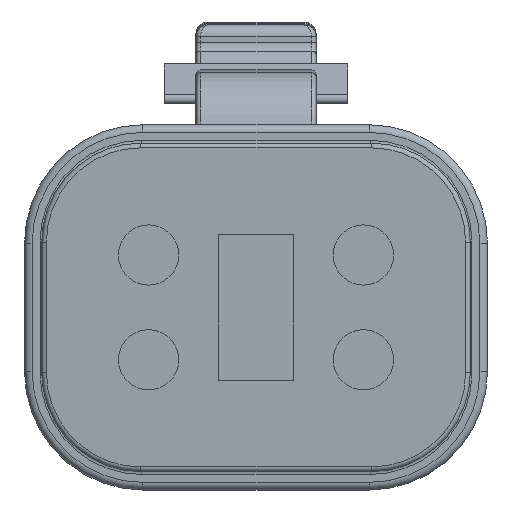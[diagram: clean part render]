
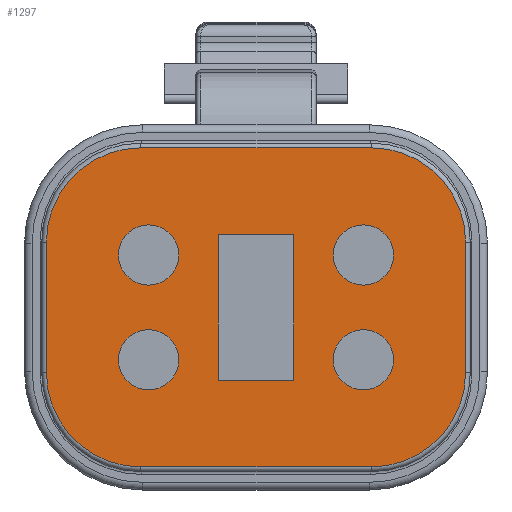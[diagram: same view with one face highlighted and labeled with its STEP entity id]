
A CAD part, front view. The second image highlights one B-rep face of the part: STEP entity #1297.
In plain terms, the highlighted planar face has unit normal (0, -1, 0).
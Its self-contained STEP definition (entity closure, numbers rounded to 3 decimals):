
#1297=ADVANCED_FACE('',(#2830,#2831,#2832,#2833,#2834,#2835),#1426,.F.);
#1426=PLANE('',#8443);
#1782=LINE('',#16762,#2172);
#1785=LINE('',#16768,#2175);
#1787=LINE('',#16772,#2177);
#1789=LINE('',#16776,#2179);
#1790=LINE('',#16778,#2180);
#1791=LINE('',#16783,#2181);
#1792=LINE('',#16787,#2182);
#1793=LINE('',#16791,#2183);
#2172=VECTOR('',#10561,1.);
#2175=VECTOR('',#10566,1.);
#2177=VECTOR('',#10570,1.);
#2179=VECTOR('',#10574,1.);
#2180=VECTOR('',#10577,1.);
#2181=VECTOR('',#10580,1.);
#2182=VECTOR('',#10583,1.);
#2183=VECTOR('',#10586,1.);
#2706=CIRCLE('',#8427,1.28);
#2707=CIRCLE('',#8429,1.28);
#2708=CIRCLE('',#8431,1.28);
#2709=CIRCLE('',#8433,1.28);
#2710=CIRCLE('',#8439,4.);
#2711=CIRCLE('',#8440,4.);
#2712=CIRCLE('',#8441,4.);
#2713=CIRCLE('',#8442,4.);
#2830=FACE_BOUND('',#3332,.T.);
#2831=FACE_BOUND('',#3333,.T.);
#2832=FACE_BOUND('',#3334,.T.);
#2833=FACE_BOUND('',#3335,.T.);
#2834=FACE_BOUND('',#3336,.T.);
#2835=FACE_BOUND('',#3337,.T.);
#3332=EDGE_LOOP('',(#5440,#5441,#5442,#5443,#5444,#5445,#5446,#5447));
#3333=EDGE_LOOP('',(#5448,#5449,#5450,#5451));
#3334=EDGE_LOOP('',(#5452));
#3335=EDGE_LOOP('',(#5453));
#3336=EDGE_LOOP('',(#5454));
#3337=EDGE_LOOP('',(#5455));
#5440=ORIENTED_EDGE('',*,*,#7332,.T.);
#5441=ORIENTED_EDGE('',*,*,#7333,.T.);
#5442=ORIENTED_EDGE('',*,*,#7334,.T.);
#5443=ORIENTED_EDGE('',*,*,#7335,.T.);
#5444=ORIENTED_EDGE('',*,*,#7336,.T.);
#5445=ORIENTED_EDGE('',*,*,#7337,.T.);
#5446=ORIENTED_EDGE('',*,*,#7338,.T.);
#5447=ORIENTED_EDGE('',*,*,#7339,.T.);
#5448=ORIENTED_EDGE('',*,*,#7331,.F.);
#5449=ORIENTED_EDGE('',*,*,#7329,.F.);
#5450=ORIENTED_EDGE('',*,*,#7327,.F.);
#5451=ORIENTED_EDGE('',*,*,#7324,.F.);
#5452=ORIENTED_EDGE('',*,*,#7323,.F.);
#5453=ORIENTED_EDGE('',*,*,#7322,.F.);
#5454=ORIENTED_EDGE('',*,*,#7321,.F.);
#5455=ORIENTED_EDGE('',*,*,#7320,.F.);
#6242=VERTEX_POINT('',#16751);
#6243=VERTEX_POINT('',#16754);
#6244=VERTEX_POINT('',#16757);
#6245=VERTEX_POINT('',#16760);
#6246=VERTEX_POINT('',#16763);
#6247=VERTEX_POINT('',#16764);
#6248=VERTEX_POINT('',#16769);
#6249=VERTEX_POINT('',#16773);
#6250=VERTEX_POINT('',#16779);
#6251=VERTEX_POINT('',#16780);
#6252=VERTEX_POINT('',#16782);
#6253=VERTEX_POINT('',#16784);
#6254=VERTEX_POINT('',#16786);
#6255=VERTEX_POINT('',#16788);
#6256=VERTEX_POINT('',#16790);
#6257=VERTEX_POINT('',#16792);
#7320=EDGE_CURVE('',#6242,#6242,#2706,.T.);
#7321=EDGE_CURVE('',#6243,#6243,#2707,.T.);
#7322=EDGE_CURVE('',#6244,#6244,#2708,.T.);
#7323=EDGE_CURVE('',#6245,#6245,#2709,.T.);
#7324=EDGE_CURVE('',#6246,#6247,#1782,.T.);
#7327=EDGE_CURVE('',#6247,#6248,#1785,.T.);
#7329=EDGE_CURVE('',#6248,#6249,#1787,.T.);
#7331=EDGE_CURVE('',#6249,#6246,#1789,.T.);
#7332=EDGE_CURVE('',#6250,#6251,#1790,.T.);
#7333=EDGE_CURVE('',#6251,#6252,#2710,.T.);
#7334=EDGE_CURVE('',#6252,#6253,#1791,.T.);
#7335=EDGE_CURVE('',#6253,#6254,#2711,.T.);
#7336=EDGE_CURVE('',#6254,#6255,#1792,.T.);
#7337=EDGE_CURVE('',#6255,#6256,#2712,.T.);
#7338=EDGE_CURVE('',#6256,#6257,#1793,.T.);
#7339=EDGE_CURVE('',#6257,#6250,#2713,.T.);
#8427=AXIS2_PLACEMENT_3D('',#16750,#10545,#10546);
#8429=AXIS2_PLACEMENT_3D('',#16753,#10549,#10550);
#8431=AXIS2_PLACEMENT_3D('',#16756,#10553,#10554);
#8433=AXIS2_PLACEMENT_3D('',#16759,#10557,#10558);
#8439=AXIS2_PLACEMENT_3D('',#16781,#10578,#10579);
#8440=AXIS2_PLACEMENT_3D('',#16785,#10581,#10582);
#8441=AXIS2_PLACEMENT_3D('',#16789,#10584,#10585);
#8442=AXIS2_PLACEMENT_3D('',#16793,#10587,#10588);
#8443=AXIS2_PLACEMENT_3D('',#16794,#10589,#10590);
#10545=DIRECTION('',(0.,-1.,0.));
#10546=DIRECTION('',(1.,0.,0.));
#10549=DIRECTION('',(0.,-1.,0.));
#10550=DIRECTION('',(1.,0.,0.));
#10553=DIRECTION('',(0.,-1.,0.));
#10554=DIRECTION('',(1.,0.,0.));
#10557=DIRECTION('',(0.,-1.,0.));
#10558=DIRECTION('',(1.,0.,0.));
#10561=DIRECTION('',(0.,0.,1.));
#10566=DIRECTION('',(-1.,0.,0.));
#10570=DIRECTION('',(0.,0.,-1.));
#10574=DIRECTION('',(1.,0.,0.));
#10577=DIRECTION('',(-1.,0.,0.));
#10578=DIRECTION('',(0.,-1.,0.));
#10579=DIRECTION('',(0.,0.,1.));
#10580=DIRECTION('',(0.,0.,-1.));
#10581=DIRECTION('',(0.,-1.,0.));
#10582=DIRECTION('',(0.,0.,1.));
#10583=DIRECTION('',(1.,0.,0.));
#10584=DIRECTION('',(0.,-1.,0.));
#10585=DIRECTION('',(0.,0.,1.));
#10586=DIRECTION('',(0.,0.,1.));
#10587=DIRECTION('',(0.,-1.,0.));
#10588=DIRECTION('',(0.,0.,1.));
#10589=DIRECTION('',(0.,1.,0.));
#10590=DIRECTION('',(0.,0.,-1.));
#16750=CARTESIAN_POINT('',(4.56,0.,-2.225));
#16751=CARTESIAN_POINT('',(5.84,0.,-2.225));
#16753=CARTESIAN_POINT('',(-4.56,0.,-2.225));
#16754=CARTESIAN_POINT('',(-3.28,0.,-2.225));
#16756=CARTESIAN_POINT('',(-4.56,0.,2.225));
#16757=CARTESIAN_POINT('',(-3.28,0.,2.225));
#16759=CARTESIAN_POINT('',(4.56,0.,2.225));
#16760=CARTESIAN_POINT('',(5.84,0.,2.225));
#16762=CARTESIAN_POINT('',(1.6,0.,-3.1));
#16763=CARTESIAN_POINT('',(1.6,0.,-3.1));
#16764=CARTESIAN_POINT('',(1.6,0.,3.1));
#16768=CARTESIAN_POINT('',(1.6,0.,3.1));
#16769=CARTESIAN_POINT('',(-1.6,0.,3.1));
#16772=CARTESIAN_POINT('',(-1.6,0.,3.1));
#16773=CARTESIAN_POINT('',(-1.6,0.,-3.1));
#16776=CARTESIAN_POINT('',(-1.6,0.,-3.1));
#16778=CARTESIAN_POINT('',(-4.9,0.,6.775));
#16779=CARTESIAN_POINT('',(4.9,0.,6.775));
#16780=CARTESIAN_POINT('',(-4.9,0.,6.775));
#16781=CARTESIAN_POINT('',(-4.9,0.,2.775));
#16782=CARTESIAN_POINT('',(-8.9,0.,2.775));
#16783=CARTESIAN_POINT('',(-8.9,0.,-2.775));
#16784=CARTESIAN_POINT('',(-8.9,0.,-2.775));
#16785=CARTESIAN_POINT('',(-4.9,0.,-2.775));
#16786=CARTESIAN_POINT('',(-4.9,0.,-6.775));
#16787=CARTESIAN_POINT('',(4.9,0.,-6.775));
#16788=CARTESIAN_POINT('',(4.9,0.,-6.775));
#16789=CARTESIAN_POINT('',(4.9,0.,-2.775));
#16790=CARTESIAN_POINT('',(8.9,0.,-2.775));
#16791=CARTESIAN_POINT('',(8.9,0.,2.775));
#16792=CARTESIAN_POINT('',(8.9,0.,2.775));
#16793=CARTESIAN_POINT('',(4.9,0.,2.775));
#16794=CARTESIAN_POINT('',(4.9,0.,2.775));
